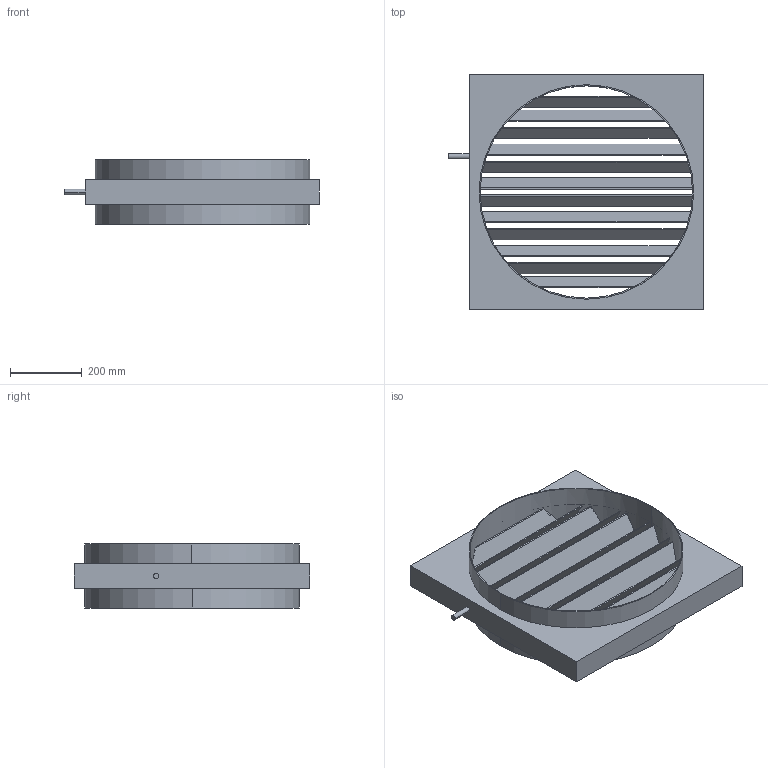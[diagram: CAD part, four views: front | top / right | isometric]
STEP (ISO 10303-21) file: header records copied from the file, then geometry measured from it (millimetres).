
FILE_DESCRIPTION (( 'STEP AP214' ), '1' );
FILE_NAME ('JRE 60.STEP', '2018-05-14T11:39:11', ( 'CADnetwork' ), ( '' ), 'SwSTEP 2.0', 'SolidWorks 2014', '' );
FILE_SCHEMA (( 'AUTOMOTIVE_DESIGN' ));
Length unit declared in the file: millimetre
Products named in the file (1): JRE 60
Bounding box: 713 x 658 x 179 mm (x, y, z)
Volume: 12411131 mm3; surface area: 1842126.3 mm2
Topology: 1 solids, 1 shells, 65 faces, 180 edges, 120 vertices
Faces by surface type: plane 57, cylinder 8
Entity records: 2184 total; most frequent: CARTESIAN_POINT 510, ORIENTED_EDGE 360, DIRECTION 328, EDGE_CURVE 180, AXIS2_PLACEMENT_3D 130, VERTEX_POINT 120, EDGE_LOOP 94, LINE 68
